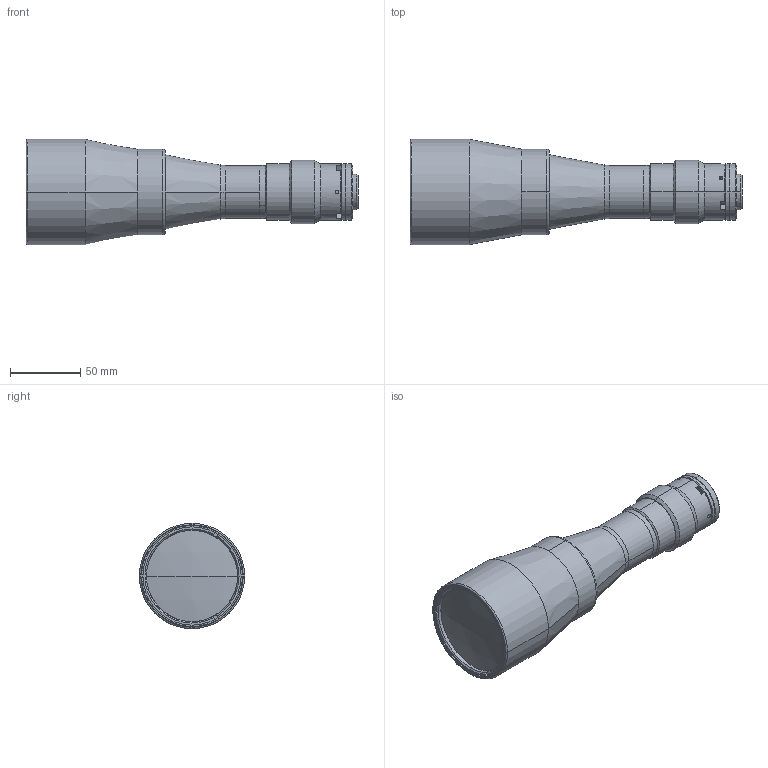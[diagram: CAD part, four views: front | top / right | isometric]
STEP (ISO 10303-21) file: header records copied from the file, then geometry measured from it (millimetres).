
FILE_DESCRIPTION (( 'STEP AP214' ), '1' );
FILE_NAME ('TC2M048HR-C.STEP', '2014-05-27T08:18:00', ( 'piermario' ), ( '' ), 'SwSTEP 2.0', 'SolidWorks 2013', '' );
FILE_SCHEMA (( 'AUTOMOTIVE_DESIGN' ));
Length unit declared in the file: millimetre
Products named in the file (1): TC2M048HR-C
Bounding box: 236.51 x 75 x 75 mm (x, y, z)
Surface area: 58277.1 mm2 (no closed solid volume)
Topology: 0 solids, 12 shells, 117 faces, 316 edges, 213 vertices
Faces by surface type: cylinder 46, plane 37, cone 26, torus 6, sphere 2
Entity records: 5245 total; most frequent: CARTESIAN_POINT 923, DIRECTION 694, ORIENTED_EDGE 536, EDGE_CURVE 316, AXIS2_PLACEMENT_3D 290, VERTEX_POINT 213, CIRCLE 172, EDGE_LOOP 142
